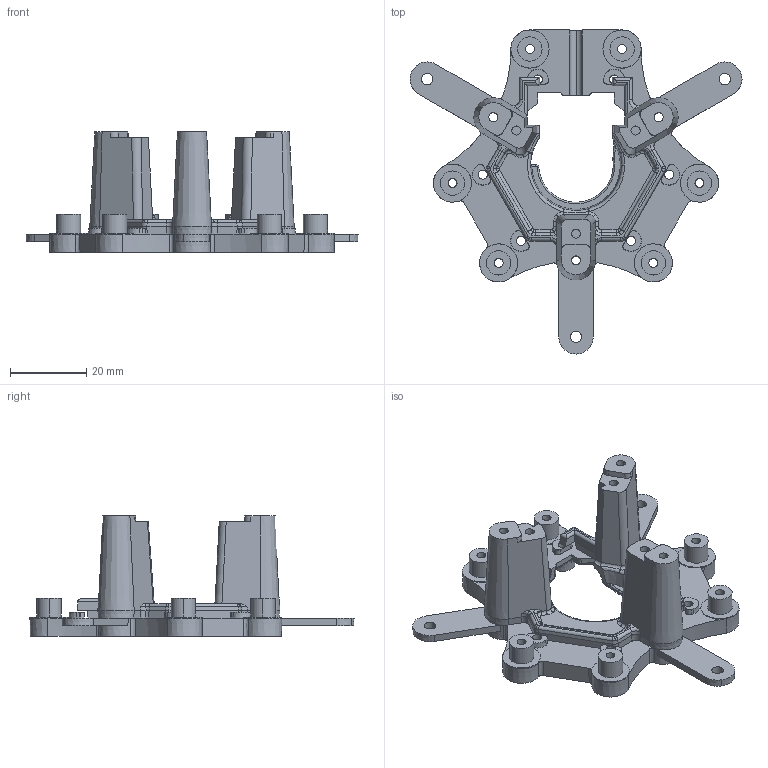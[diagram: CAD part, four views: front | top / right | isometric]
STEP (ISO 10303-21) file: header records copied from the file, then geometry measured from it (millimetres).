
FILE_DESCRIPTION (( 'STEP AP203' ), '1' );
FILE_NAME ('71257 HE280 PCB Mount.STEP', '2016-11-07T20:18:29', ( '' ), ( '' ), 'SwSTEP 2.0', 'SolidWorks 2017', '' );
FILE_SCHEMA (( 'CONFIG_CONTROL_DESIGN' ));
Length unit declared in the file: millimetre
Products named in the file (1): 71257 HE280 PCB Mount
Bounding box: 86.94 x 84.87 x 31.48 mm (x, y, z)
Volume: 21176 mm3; surface area: 16681.5 mm2
Topology: 2 solids, 2 shells, 621 faces, 1669 edges, 1068 vertices
Faces by surface type: cylinder 210, plane 181, bspline 118, cone 89, torus 22, sphere 1
Entity records: 22228 total; most frequent: CARTESIAN_POINT 7886, ORIENTED_EDGE 3336, DIRECTION 2649, EDGE_CURVE 1668, VERTEX_POINT 1068, AXIS2_PLACEMENT_3D 1010, EDGE_LOOP 688, VECTOR 629
